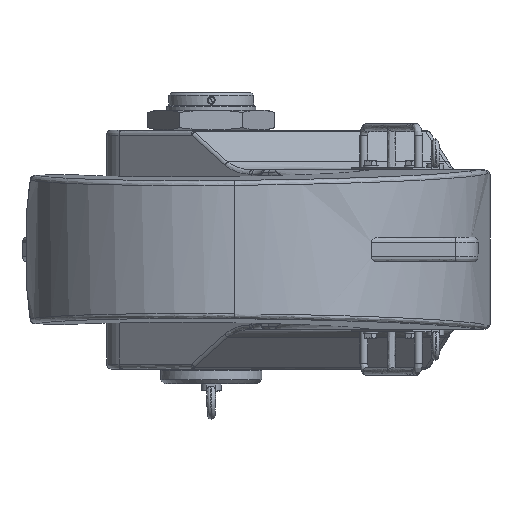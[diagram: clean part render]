
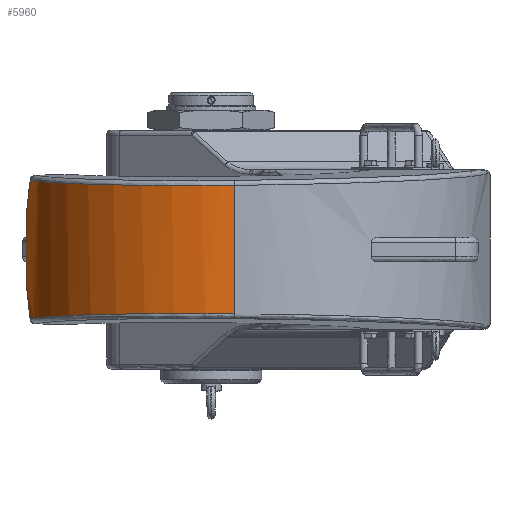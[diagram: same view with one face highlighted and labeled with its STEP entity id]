
A CAD part, front view. The second image highlights one B-rep face of the part: STEP entity #5960.
In plain terms, the highlighted free-form (B-spline) face has degree [2, 1] with [3, 2] control points.
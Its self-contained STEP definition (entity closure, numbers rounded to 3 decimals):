
#4822 = VERTEX_POINT('',#4823);
#4823 = CARTESIAN_POINT('',(-355.547,-896.573,
    136.187));
#5050 = VERTEX_POINT('',#5051);
#5051 = CARTESIAN_POINT('',(45.981,-1224.859,
    126.237));
#5056 = EDGE_CURVE('',#4822,#5050,#5057,.T.);
#5057 = ( BOUNDED_CURVE() B_SPLINE_CURVE(2,(#5058,#5059,#5060),
.UNSPECIFIED.,.F.,.F.) B_SPLINE_CURVE_WITH_KNOTS((3,3),(5.111,
6.521),.PIECEWISE_BEZIER_KNOTS.) CURVE() 
GEOMETRIC_REPRESENTATION_ITEM() RATIONAL_B_SPLINE_CURVE((1.,
0.762,1.)) REPRESENTATION_ITEM('') );
#5058 = CARTESIAN_POINT('',(-355.547,-896.573,
    136.187));
#5059 = CARTESIAN_POINT('',(-294.47,-1231.568,
    122.82));
#5060 = CARTESIAN_POINT('',(45.981,-1224.859,
    126.237));
#5277 = VERTEX_POINT('',#5278);
#5278 = CARTESIAN_POINT('',(-361.979,-831.574,
    80.833));
#5367 = EDGE_CURVE('',#5277,#4822,#5368,.T.);
#5368 = ( BOUNDED_CURVE() B_SPLINE_CURVE(2,(#5369,#5370,#5371),
.UNSPECIFIED.,.F.,.F.) B_SPLINE_CURVE_WITH_KNOTS((3,3),(1.223,
1.386),.PIECEWISE_BEZIER_KNOTS.) CURVE() 
GEOMETRIC_REPRESENTATION_ITEM() RATIONAL_B_SPLINE_CURVE((1.,
0.997,1.)) REPRESENTATION_ITEM('') );
#5369 = CARTESIAN_POINT('',(-361.979,-831.574,
    80.833));
#5370 = CARTESIAN_POINT('',(-361.425,-864.337,
    107.892));
#5371 = CARTESIAN_POINT('',(-355.547,-896.573,
    136.187));
#5892 = EDGE_CURVE('',#5050,#5893,#5895,.T.);
#5893 = VERTEX_POINT('',#5894);
#5894 = CARTESIAN_POINT('',(45.981,-1224.859,
    -126.237));
#5895 = B_SPLINE_CURVE_WITH_KNOTS('',1,(#5896,#5897),.UNSPECIFIED.,.F.,
  .F.,(2,2),(-129.034,129.034),.PIECEWISE_BEZIER_KNOTS.);
#5896 = CARTESIAN_POINT('',(45.981,-1224.859,
    126.237));
#5897 = CARTESIAN_POINT('',(45.981,-1224.859,
    -126.237));
#5960 = ADVANCED_FACE('',(#5961),#5987,.T.);
#5961 = FACE_BOUND('',#5962,.T.);
#5962 = EDGE_LOOP('',(#5963,#5964,#5965,#5972,#5980,#5986));
#5963 = ORIENTED_EDGE('',*,*,#5056,.F.);
#5964 = ORIENTED_EDGE('',*,*,#5367,.F.);
#5965 = ORIENTED_EDGE('',*,*,#5966,.F.);
#5966 = EDGE_CURVE('',#5967,#5277,#5969,.T.);
#5967 = VERTEX_POINT('',#5968);
#5968 = CARTESIAN_POINT('',(-361.979,-831.574,
    -80.833));
#5969 = B_SPLINE_CURVE_WITH_KNOTS('',1,(#5970,#5971),.UNSPECIFIED.,.F.,
  .F.,(2,2),(-82.625,82.625),.PIECEWISE_BEZIER_KNOTS.);
#5970 = CARTESIAN_POINT('',(-361.979,-831.574,
    -80.833));
#5971 = CARTESIAN_POINT('',(-361.979,-831.574,
    80.833));
#5972 = ORIENTED_EDGE('',*,*,#5973,.F.);
#5973 = EDGE_CURVE('',#5974,#5967,#5976,.T.);
#5974 = VERTEX_POINT('',#5975);
#5975 = CARTESIAN_POINT('',(-355.547,-896.573,
    -136.187));
#5976 = ( BOUNDED_CURVE() B_SPLINE_CURVE(2,(#5977,#5978,#5979),
.UNSPECIFIED.,.F.,.F.) B_SPLINE_CURVE_WITH_KNOTS((3,3),(4.897,
5.06),.PIECEWISE_BEZIER_KNOTS.) CURVE() 
GEOMETRIC_REPRESENTATION_ITEM() RATIONAL_B_SPLINE_CURVE((1.,
0.997,1.)) REPRESENTATION_ITEM('') );
#5977 = CARTESIAN_POINT('',(-355.547,-896.573,
    -136.187));
#5978 = CARTESIAN_POINT('',(-361.425,-864.337,
    -107.892));
#5979 = CARTESIAN_POINT('',(-361.979,-831.574,
    -80.833));
#5980 = ORIENTED_EDGE('',*,*,#5981,.F.);
#5981 = EDGE_CURVE('',#5893,#5974,#5982,.T.);
#5982 = ( BOUNDED_CURVE() B_SPLINE_CURVE(2,(#5983,#5984,#5985),
.UNSPECIFIED.,.F.,.F.) B_SPLINE_CURVE_WITH_KNOTS((3,3),(6.045,
7.455),.PIECEWISE_BEZIER_KNOTS.) CURVE() 
GEOMETRIC_REPRESENTATION_ITEM() RATIONAL_B_SPLINE_CURVE((1.,
0.762,1.)) REPRESENTATION_ITEM('') );
#5983 = CARTESIAN_POINT('',(45.981,-1224.859,
    -126.237));
#5984 = CARTESIAN_POINT('',(-294.47,-1231.568,
    -122.82));
#5985 = CARTESIAN_POINT('',(-355.547,-896.573,
    -136.187));
#5986 = ORIENTED_EDGE('',*,*,#5892,.F.);
#5987 = ( BOUNDED_SURFACE() B_SPLINE_SURFACE(2,1,(
    (#5988,#5989)
    ,(#5990,#5991)
    ,(#5992,#5993
)),.UNSPECIFIED.,.F.,.F.,.F.) B_SPLINE_SURFACE_WITH_KNOTS((3,3),(2,2),(
    0.,1.574),(-139.205,139.205),
.PIECEWISE_BEZIER_KNOTS.) GEOMETRIC_REPRESENTATION_ITEM() 
RATIONAL_B_SPLINE_SURFACE((
    (1.,1.)
    ,(0.706,0.706)
,(1.,1.))) REPRESENTATION_ITEM('') SURFACE() );
#5988 = CARTESIAN_POINT('',(-361.979,-831.574,
    -136.187));
#5989 = CARTESIAN_POINT('',(-361.979,-831.574,
    136.187));
#5990 = CARTESIAN_POINT('',(-355.19,-1232.765,
    -136.187));
#5991 = CARTESIAN_POINT('',(-355.19,-1232.765,
    136.187));
#5992 = CARTESIAN_POINT('',(45.981,-1224.859,
    -136.187));
#5993 = CARTESIAN_POINT('',(45.981,-1224.859,
    136.187));
